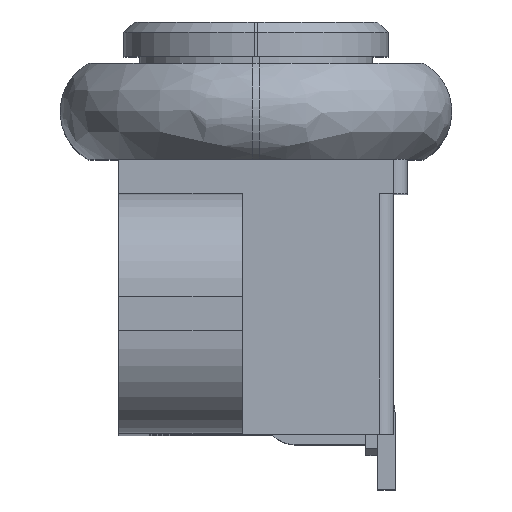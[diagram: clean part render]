
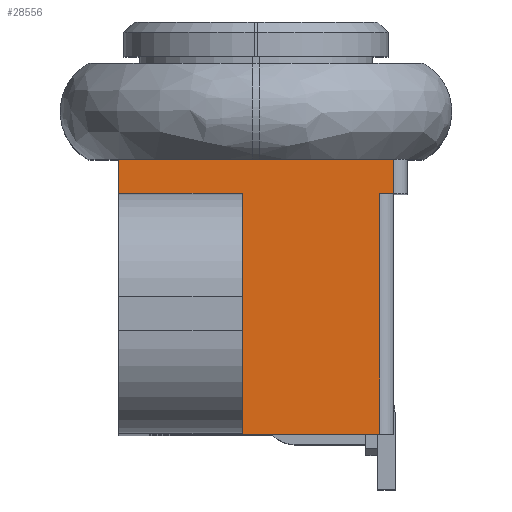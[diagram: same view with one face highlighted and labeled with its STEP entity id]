
A CAD part, top view. The second image highlights one B-rep face of the part: STEP entity #28556.
In plain terms, the highlighted planar face has unit normal (0, 0, 1).
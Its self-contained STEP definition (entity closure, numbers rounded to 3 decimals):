
#934 = CARTESIAN_POINT ( 'NONE',  ( 2.2, 0.25, 5. ) ) ;
#1703 = CARTESIAN_POINT ( 'NONE',  ( -1.8, 0.25, 5. ) ) ;
#1911 = CARTESIAN_POINT ( 'NONE',  ( 0., -1.75, 5. ) ) ;
#1969 = VECTOR ( 'NONE', #28869, 1000. ) ;
#2086 = VECTOR ( 'NONE', #20472, 1000. ) ;
#2567 = CARTESIAN_POINT ( 'NONE',  ( 0., 0., 5. ) ) ;
#2920 = VERTEX_POINT ( 'NONE', #1911 ) ;
#3955 = DIRECTION ( 'NONE',  ( 1., 0., 0. ) ) ;
#4606 = CARTESIAN_POINT ( 'NONE',  ( 2., 1.75, 5. ) ) ;
#5038 = CARTESIAN_POINT ( 'NONE',  ( -1.8, 2.25, 5. ) ) ;
#6452 = LINE ( 'NONE', #10940, #11903 ) ;
#7176 = DIRECTION ( 'NONE',  ( 0., -1., 0. ) ) ;
#7194 = VERTEX_POINT ( 'NONE', #4606 ) ;
#7235 = LINE ( 'NONE', #1703, #13395 ) ;
#8025 = EDGE_CURVE ( 'NONE', #24527, #15644, #14361, .T. ) ;
#8197 = LINE ( 'NONE', #13535, #2086 ) ;
#8305 = VERTEX_POINT ( 'NONE', #5038 ) ;
#8574 = CARTESIAN_POINT ( 'NONE',  ( -1.88, -1.83, 5. ) ) ;
#8673 = CARTESIAN_POINT ( 'NONE',  ( -1.8, 1.75, 5. ) ) ;
#10307 = LINE ( 'NONE', #2567, #27977 ) ;
#10879 = DIRECTION ( 'NONE',  ( 1., 0., 0. ) ) ;
#10940 = CARTESIAN_POINT ( 'NONE',  ( 0.2, 2.25, 5. ) ) ;
#11036 = VECTOR ( 'NONE', #28711, 1000. ) ;
#11903 = VECTOR ( 'NONE', #24759, 1000. ) ;
#12187 = EDGE_CURVE ( 'NONE', #7194, #15590, #29443, .T. ) ;
#12233 = VERTEX_POINT ( 'NONE', #29023 ) ;
#12605 = CARTESIAN_POINT ( 'NONE',  ( 2., 0.25, 5. ) ) ;
#12811 = EDGE_LOOP ( 'NONE', ( #16035, #27138, #27645, #28798, #17408, #25266, #19576, #17733 ) ) ;
#13395 = VECTOR ( 'NONE', #15517, 1000. ) ;
#13535 = CARTESIAN_POINT ( 'NONE',  ( 2.2, 1.75, 5. ) ) ;
#14158 = EDGE_CURVE ( 'NONE', #8305, #20599, #6452, .T. ) ;
#14361 = LINE ( 'NONE', #24639, #20492 ) ;
#14749 = DIRECTION ( 'NONE',  ( 0., -1., 0. ) ) ;
#15517 = DIRECTION ( 'NONE',  ( 0., 1., 0. ) ) ;
#15590 = VERTEX_POINT ( 'NONE', #19082 ) ;
#15644 = VERTEX_POINT ( 'NONE', #24047 ) ;
#15995 = EDGE_CURVE ( 'NONE', #15644, #2920, #10307, .T. ) ;
#16035 = ORIENTED_EDGE ( 'NONE', *, *, #14158, .F. ) ;
#16151 = EDGE_CURVE ( 'NONE', #20599, #12233, #17116, .T. ) ;
#16240 = FACE_OUTER_BOUND ( 'NONE', #12811, .T. ) ;
#17116 = LINE ( 'NONE', #934, #23304 ) ;
#17408 = ORIENTED_EDGE ( 'NONE', *, *, #25476, .T. ) ;
#17733 = ORIENTED_EDGE ( 'NONE', *, *, #16151, .F. ) ;
#18089 = CARTESIAN_POINT ( 'NONE',  ( 2.2, 2.25, 5. ) ) ;
#19019 = EDGE_CURVE ( 'NONE', #24527, #8305, #7235, .T. ) ;
#19082 = CARTESIAN_POINT ( 'NONE',  ( 2., -1.75, 5. ) ) ;
#19576 = ORIENTED_EDGE ( 'NONE', *, *, #20378, .T. ) ;
#19631 = LINE ( 'NONE', #26556, #1969 ) ;
#20378 = EDGE_CURVE ( 'NONE', #7194, #12233, #8197, .T. ) ;
#20472 = DIRECTION ( 'NONE',  ( 1., 0., 0. ) ) ;
#20492 = VECTOR ( 'NONE', #3955, 1000. ) ;
#20599 = VERTEX_POINT ( 'NONE', #18089 ) ;
#23304 = VECTOR ( 'NONE', #14749, 1000. ) ;
#24047 = CARTESIAN_POINT ( 'NONE',  ( 0., 1.75, 5. ) ) ;
#24527 = VERTEX_POINT ( 'NONE', #8673 ) ;
#24639 = CARTESIAN_POINT ( 'NONE',  ( -0.9, 1.75, 5. ) ) ;
#24703 = DIRECTION ( 'NONE',  ( 0., 0., 1. ) ) ;
#24759 = DIRECTION ( 'NONE',  ( 1., 0., 0. ) ) ;
#25266 = ORIENTED_EDGE ( 'NONE', *, *, #12187, .F. ) ;
#25476 = EDGE_CURVE ( 'NONE', #2920, #15590, #19631, .T. ) ;
#26556 = CARTESIAN_POINT ( 'NONE',  ( 0.2, -1.75, 5. ) ) ;
#27138 = ORIENTED_EDGE ( 'NONE', *, *, #19019, .F. ) ;
#27645 = ORIENTED_EDGE ( 'NONE', *, *, #8025, .T. ) ;
#27977 = VECTOR ( 'NONE', #7176, 1000. ) ;
#28556 = ADVANCED_FACE ( 'NONE', ( #16240 ), #29235, .T. ) ;
#28711 = DIRECTION ( 'NONE',  ( 0., -1., 0. ) ) ;
#28737 = AXIS2_PLACEMENT_3D ( 'NONE', #8574, #24703, #10879 ) ;
#28798 = ORIENTED_EDGE ( 'NONE', *, *, #15995, .T. ) ;
#28869 = DIRECTION ( 'NONE',  ( 1., 0., 0. ) ) ;
#29023 = CARTESIAN_POINT ( 'NONE',  ( 2.2, 1.75, 5. ) ) ;
#29235 = PLANE ( 'NONE',  #28737 ) ;
#29443 = LINE ( 'NONE', #12605, #11036 ) ;
